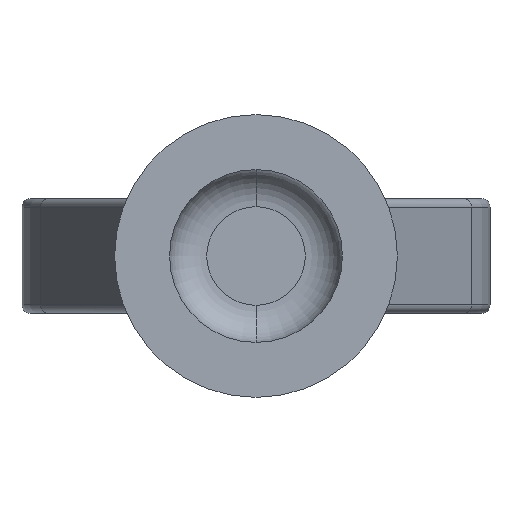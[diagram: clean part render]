
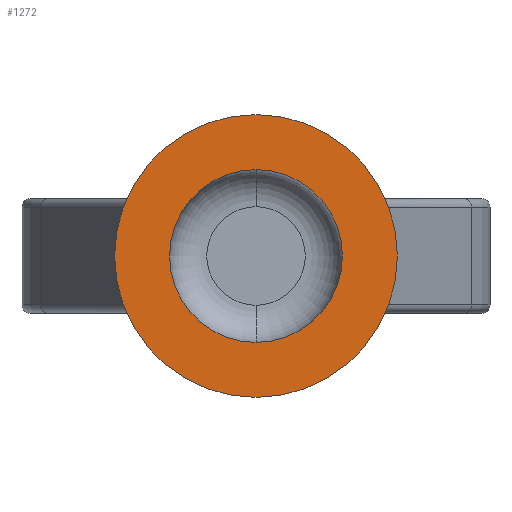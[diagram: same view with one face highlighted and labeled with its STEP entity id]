
A CAD part, front view. The second image highlights one B-rep face of the part: STEP entity #1272.
In plain terms, the highlighted planar face has unit normal (0, -1, 0).
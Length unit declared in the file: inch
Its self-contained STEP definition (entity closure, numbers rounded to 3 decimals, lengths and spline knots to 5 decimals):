
#55 = DIRECTION ( 'NONE',  ( 0., -1., 0. ) ) ;
#93 = CIRCLE ( 'NONE', #1625, 0.3125 ) ;
#136 = ORIENTED_EDGE ( 'NONE', *, *, #1010, .F. ) ;
#308 = CIRCLE ( 'NONE', #1211, 0.5115 ) ;
#384 = CARTESIAN_POINT ( 'NONE',  ( 0., 0., 0.5115 ) ) ;
#474 = CARTESIAN_POINT ( 'NONE',  ( 0., 0., 0. ) ) ;
#490 = EDGE_LOOP ( 'NONE', ( #1556, #1056 ) ) ;
#498 = EDGE_LOOP ( 'NONE', ( #1082, #136 ) ) ;
#617 = DIRECTION ( 'NONE',  ( 0., -1., 0. ) ) ;
#665 = CARTESIAN_POINT ( 'NONE',  ( 0., 0., -0.5115 ) ) ;
#702 = VERTEX_POINT ( 'NONE', #737 ) ;
#708 = EDGE_CURVE ( 'NONE', #1727, #1535, #1984, .T. ) ;
#727 = CARTESIAN_POINT ( 'NONE',  ( 0., 0., 0. ) ) ;
#737 = CARTESIAN_POINT ( 'NONE',  ( 0., 0., 0.3125 ) ) ;
#905 = DIRECTION ( 'NONE',  ( 0., 0., -1. ) ) ;
#955 = EDGE_CURVE ( 'NONE', #1535, #1727, #308, .T. ) ;
#1010 = EDGE_CURVE ( 'NONE', #702, #1348, #1638, .T. ) ;
#1056 = ORIENTED_EDGE ( 'NONE', *, *, #708, .T. ) ;
#1066 = AXIS2_PLACEMENT_3D ( 'NONE', #1144, #55, #1927 ) ;
#1082 = ORIENTED_EDGE ( 'NONE', *, *, #1660, .F. ) ;
#1144 = CARTESIAN_POINT ( 'NONE',  ( 0.3125, 0., 0. ) ) ;
#1211 = AXIS2_PLACEMENT_3D ( 'NONE', #1381, #1864, #905 ) ;
#1222 = DIRECTION ( 'NONE',  ( 0., 0., -1. ) ) ;
#1234 = AXIS2_PLACEMENT_3D ( 'NONE', #474, #617, #1222 ) ;
#1272 = ADVANCED_FACE ( 'NONE', ( #1688, #1392 ), #1457, .T. ) ;
#1328 = CARTESIAN_POINT ( 'NONE',  ( 0., 0., -0.3125 ) ) ;
#1348 = VERTEX_POINT ( 'NONE', #1328 ) ;
#1381 = CARTESIAN_POINT ( 'NONE',  ( 0., 0., 0. ) ) ;
#1392 = FACE_BOUND ( 'NONE', #498, .T. ) ;
#1431 = AXIS2_PLACEMENT_3D ( 'NONE', #727, #1840, #1527 ) ;
#1457 = PLANE ( 'NONE',  #1066 ) ;
#1527 = DIRECTION ( 'NONE',  ( 0., 0., -1. ) ) ;
#1535 = VERTEX_POINT ( 'NONE', #665 ) ;
#1556 = ORIENTED_EDGE ( 'NONE', *, *, #955, .T. ) ;
#1562 = CARTESIAN_POINT ( 'NONE',  ( 0., 0., 0. ) ) ;
#1625 = AXIS2_PLACEMENT_3D ( 'NONE', #1562, #1733, #1778 ) ;
#1638 = CIRCLE ( 'NONE', #1234, 0.3125 ) ;
#1660 = EDGE_CURVE ( 'NONE', #1348, #702, #93, .T. ) ;
#1688 = FACE_OUTER_BOUND ( 'NONE', #490, .T. ) ;
#1727 = VERTEX_POINT ( 'NONE', #384 ) ;
#1733 = DIRECTION ( 'NONE',  ( 0., -1., 0. ) ) ;
#1778 = DIRECTION ( 'NONE',  ( 0., 0., -1. ) ) ;
#1840 = DIRECTION ( 'NONE',  ( 0., -1., 0. ) ) ;
#1864 = DIRECTION ( 'NONE',  ( 0., -1., 0. ) ) ;
#1927 = DIRECTION ( 'NONE',  ( 0., 0., -1. ) ) ;
#1984 = CIRCLE ( 'NONE', #1431, 0.5115 ) ;
